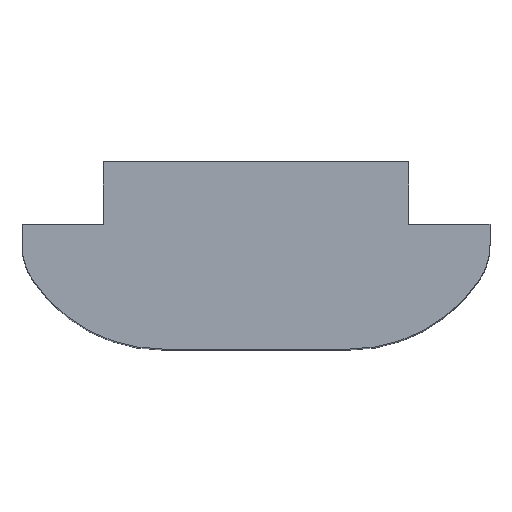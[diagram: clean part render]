
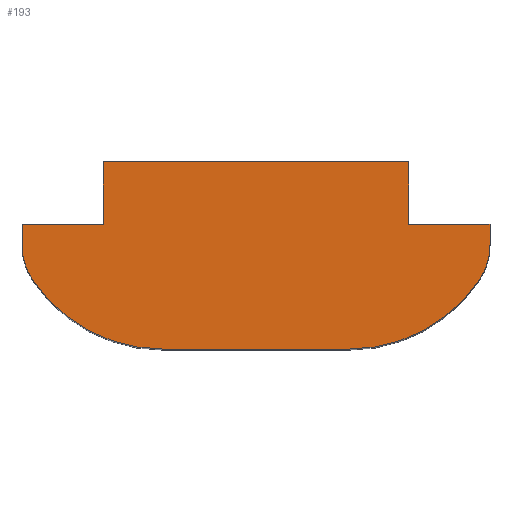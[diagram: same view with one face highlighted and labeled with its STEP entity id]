
A CAD part, top view. The second image highlights one B-rep face of the part: STEP entity #193.
In plain terms, the highlighted planar face has unit normal (0, 0, 1).
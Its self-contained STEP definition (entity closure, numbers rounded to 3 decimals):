
#5 = CARTESIAN_POINT ( 'NONE',  ( -5.5, -2.658, 20. ) ) ;
#11 = ORIENTED_EDGE ( 'NONE', *, *, #76, .T. ) ;
#21 = ORIENTED_EDGE ( 'NONE', *, *, #340, .F. ) ;
#39 = EDGE_CURVE ( 'NONE', #367, #553, #334, .T. ) ;
#42 = CARTESIAN_POINT ( 'NONE',  ( -7.5, -2.658, 20. ) ) ;
#53 = CARTESIAN_POINT ( 'NONE',  ( -4.9, 0., 20. ) ) ;
#61 = EDGE_CURVE ( 'NONE', #315, #273, #183, .T. ) ;
#75 = VERTEX_POINT ( 'NONE', #241 ) ;
#76 = EDGE_CURVE ( 'NONE', #542, #393, #117, .T. ) ;
#79 = CARTESIAN_POINT ( 'NONE',  ( -4.9, 0., 20. ) ) ;
#81 = DIRECTION ( 'NONE',  ( 0., 1., 0. ) ) ;
#84 = DIRECTION ( 'NONE',  ( -1., 0., 0. ) ) ;
#92 = CARTESIAN_POINT ( 'NONE',  ( 7.167, -3.764, 20. ) ) ;
#95 = DIRECTION ( 'NONE',  ( -1., 0., 0. ) ) ;
#96 = VERTEX_POINT ( 'NONE', #424 ) ;
#97 = AXIS2_PLACEMENT_3D ( 'NONE', #517, #220, #84 ) ;
#103 = CARTESIAN_POINT ( 'NONE',  ( 0., -6., 20. ) ) ;
#114 = DIRECTION ( 'NONE',  ( 0., 0., 1. ) ) ;
#117 = LINE ( 'NONE', #362, #485 ) ;
#125 = EDGE_CURVE ( 'NONE', #367, #96, #406, .T. ) ;
#131 = ORIENTED_EDGE ( 'NONE', *, *, #489, .T. ) ;
#134 = AXIS2_PLACEMENT_3D ( 'NONE', #303, #341, #343 ) ;
#136 = LINE ( 'NONE', #306, #324 ) ;
#144 = LINE ( 'NONE', #79, #478 ) ;
#151 = DIRECTION ( 'NONE',  ( 0., 0., 1. ) ) ;
#153 = LINE ( 'NONE', #103, #373 ) ;
#158 = CARTESIAN_POINT ( 'NONE',  ( -7.167, -3.764, 20. ) ) ;
#160 = EDGE_CURVE ( 'NONE', #327, #542, #144, .T. ) ;
#168 = CARTESIAN_POINT ( 'NONE',  ( 0., -2., 20. ) ) ;
#178 = ORIENTED_EDGE ( 'NONE', *, *, #61, .T. ) ;
#183 = CIRCLE ( 'NONE', #192, 5. ) ;
#192 = AXIS2_PLACEMENT_3D ( 'NONE', #210, #114, #503 ) ;
#193 = ADVANCED_FACE ( 'NONE', ( #332 ), #573, .T. ) ;
#202 = EDGE_CURVE ( 'NONE', #553, #273, #549, .T. ) ;
#204 = AXIS2_PLACEMENT_3D ( 'NONE', #5, #353, #95 ) ;
#206 = CARTESIAN_POINT ( 'NONE',  ( 7.5, -2.5, 20. ) ) ;
#210 = CARTESIAN_POINT ( 'NONE',  ( 3., -1., 20. ) ) ;
#220 = DIRECTION ( 'NONE',  ( 0., 0., -1. ) ) ;
#230 = ORIENTED_EDGE ( 'NONE', *, *, #232, .F. ) ;
#231 = DIRECTION ( 'NONE',  ( 1., 0., 0. ) ) ;
#232 = EDGE_CURVE ( 'NONE', #75, #393, #456, .T. ) ;
#241 = CARTESIAN_POINT ( 'NONE',  ( -7.5, -2.658, 20. ) ) ;
#242 = CIRCLE ( 'NONE', #204, 2. ) ;
#244 = VERTEX_POINT ( 'NONE', #435 ) ;
#245 = ORIENTED_EDGE ( 'NONE', *, *, #407, .F. ) ;
#262 = ORIENTED_EDGE ( 'NONE', *, *, #160, .T. ) ;
#268 = VERTEX_POINT ( 'NONE', #388 ) ;
#273 = VERTEX_POINT ( 'NONE', #92 ) ;
#274 = ORIENTED_EDGE ( 'NONE', *, *, #125, .T. ) ;
#276 = DIRECTION ( 'NONE',  ( 0., -1., 0. ) ) ;
#280 = ORIENTED_EDGE ( 'NONE', *, *, #379, .F. ) ;
#286 = CARTESIAN_POINT ( 'NONE',  ( 7.5, -2.658, 20. ) ) ;
#300 = VECTOR ( 'NONE', #81, 1000. ) ;
#303 = CARTESIAN_POINT ( 'NONE',  ( 0., 0., 20. ) ) ;
#306 = CARTESIAN_POINT ( 'NONE',  ( 1., 0., 20. ) ) ;
#314 = CIRCLE ( 'NONE', #516, 5. ) ;
#315 = VERTEX_POINT ( 'NONE', #531 ) ;
#319 = VECTOR ( 'NONE', #544, 1000. ) ;
#324 = VECTOR ( 'NONE', #396, 1000. ) ;
#327 = VERTEX_POINT ( 'NONE', #53 ) ;
#332 = FACE_OUTER_BOUND ( 'NONE', #552, .T. ) ;
#334 = LINE ( 'NONE', #206, #319 ) ;
#340 = EDGE_CURVE ( 'NONE', #576, #75, #242, .T. ) ;
#341 = DIRECTION ( 'NONE',  ( 0., 0., 1. ) ) ;
#343 = DIRECTION ( 'NONE',  ( 1., 0., 0. ) ) ;
#346 = CARTESIAN_POINT ( 'NONE',  ( -7.5, -2., 20. ) ) ;
#353 = DIRECTION ( 'NONE',  ( 0., 0., -1. ) ) ;
#362 = CARTESIAN_POINT ( 'NONE',  ( 0., -2., 20. ) ) ;
#367 = VERTEX_POINT ( 'NONE', #439 ) ;
#372 = DIRECTION ( 'NONE',  ( 0., -1., 0. ) ) ;
#373 = VECTOR ( 'NONE', #231, 1000. ) ;
#376 = ORIENTED_EDGE ( 'NONE', *, *, #39, .F. ) ;
#379 = EDGE_CURVE ( 'NONE', #327, #244, #136, .T. ) ;
#380 = DIRECTION ( 'NONE',  ( -1., 0., 0. ) ) ;
#383 = ORIENTED_EDGE ( 'NONE', *, *, #423, .T. ) ;
#388 = CARTESIAN_POINT ( 'NONE',  ( -3., -6., 20. ) ) ;
#393 = VERTEX_POINT ( 'NONE', #346 ) ;
#396 = DIRECTION ( 'NONE',  ( 1., 0., 0. ) ) ;
#406 = LINE ( 'NONE', #168, #451 ) ;
#407 = EDGE_CURVE ( 'NONE', #244, #96, #419, .T. ) ;
#411 = CARTESIAN_POINT ( 'NONE',  ( 4.9, -0.5, 20. ) ) ;
#419 = LINE ( 'NONE', #411, #476 ) ;
#423 = EDGE_CURVE ( 'NONE', #576, #268, #314, .T. ) ;
#424 = CARTESIAN_POINT ( 'NONE',  ( 4.9, -2., 20. ) ) ;
#435 = CARTESIAN_POINT ( 'NONE',  ( 4.9, 0., 20. ) ) ;
#439 = CARTESIAN_POINT ( 'NONE',  ( 7.5, -2., 20. ) ) ;
#447 = DIRECTION ( 'NONE',  ( -1., 0., 0. ) ) ;
#451 = VECTOR ( 'NONE', #467, 1000. ) ;
#456 = LINE ( 'NONE', #42, #300 ) ;
#467 = DIRECTION ( 'NONE',  ( -1., 0., 0. ) ) ;
#476 = VECTOR ( 'NONE', #276, 1000. ) ;
#478 = VECTOR ( 'NONE', #372, 1000. ) ;
#485 = VECTOR ( 'NONE', #380, 1000. ) ;
#489 = EDGE_CURVE ( 'NONE', #268, #315, #153, .T. ) ;
#503 = DIRECTION ( 'NONE',  ( -1., 0., 0. ) ) ;
#516 = AXIS2_PLACEMENT_3D ( 'NONE', #534, #151, #447 ) ;
#517 = CARTESIAN_POINT ( 'NONE',  ( 5.5, -2.658, 20. ) ) ;
#531 = CARTESIAN_POINT ( 'NONE',  ( 3., -6., 20. ) ) ;
#534 = CARTESIAN_POINT ( 'NONE',  ( -3., -1., 20. ) ) ;
#542 = VERTEX_POINT ( 'NONE', #554 ) ;
#544 = DIRECTION ( 'NONE',  ( 0., -1., 0. ) ) ;
#549 = CIRCLE ( 'NONE', #97, 2. ) ;
#552 = EDGE_LOOP ( 'NONE', ( #274, #245, #280, #262, #11, #230, #21, #383, #131, #178, #561, #376 ) ) ;
#553 = VERTEX_POINT ( 'NONE', #286 ) ;
#554 = CARTESIAN_POINT ( 'NONE',  ( -4.9, -2., 20. ) ) ;
#561 = ORIENTED_EDGE ( 'NONE', *, *, #202, .F. ) ;
#573 = PLANE ( 'NONE',  #134 ) ;
#576 = VERTEX_POINT ( 'NONE', #158 ) ;
